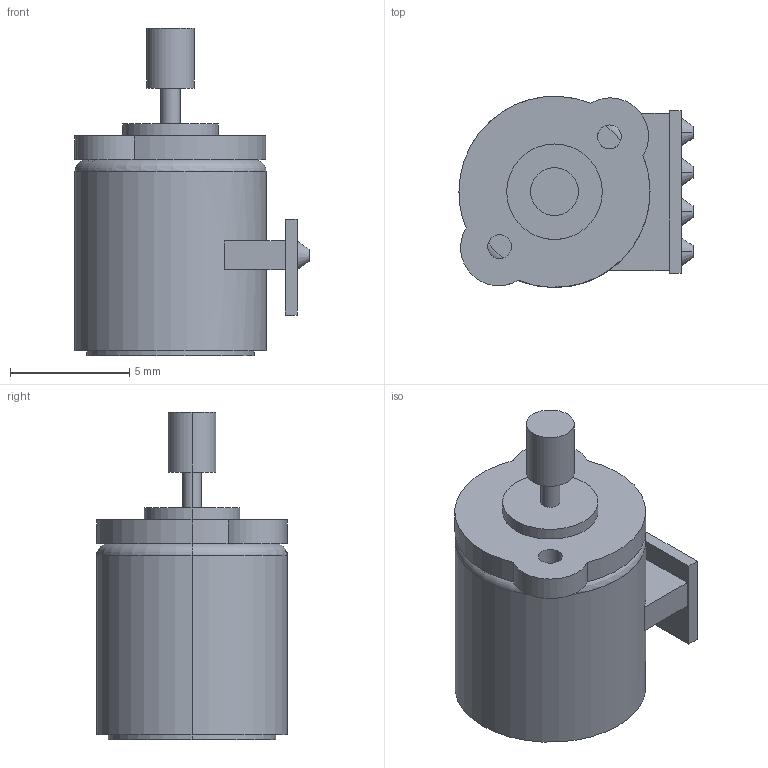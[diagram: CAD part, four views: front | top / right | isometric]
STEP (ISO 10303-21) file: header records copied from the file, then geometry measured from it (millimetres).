
FILE_DESCRIPTION (( 'STEP AP214' ), '1' );
FILE_NAME ('StepMotor_9x8mm.STEP', '2021-03-16T09:07:06', ( 'Elessar' ), ( '' ), 'SwSTEP 2.0', 'SolidWorks 2018', '' );
FILE_SCHEMA (( 'AUTOMOTIVE_DESIGN' ));
Length unit declared in the file: millimetre
Products named in the file (1): StepMotor_9x8mm
Bounding box: 9.8 x 8 x 13.7 mm (x, y, z)
Volume: 501.6 mm3; surface area: 471.1 mm2
Topology: 1 solids, 1 shells, 161 faces, 405 edges, 268 vertices
Faces by surface type: plane 101, bspline 30, cylinder 20, cone 8, torus 2
Entity records: 8221 total; most frequent: CARTESIAN_POINT 2769, ORIENTED_EDGE 810, DIRECTION 681, EDGE_CURVE 405, LINE 273, VECTOR 273, VERTEX_POINT 268, AXIS2_PLACEMENT_3D 204
